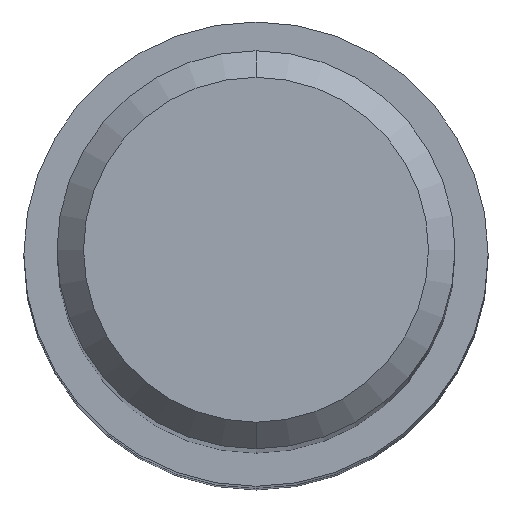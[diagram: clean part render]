
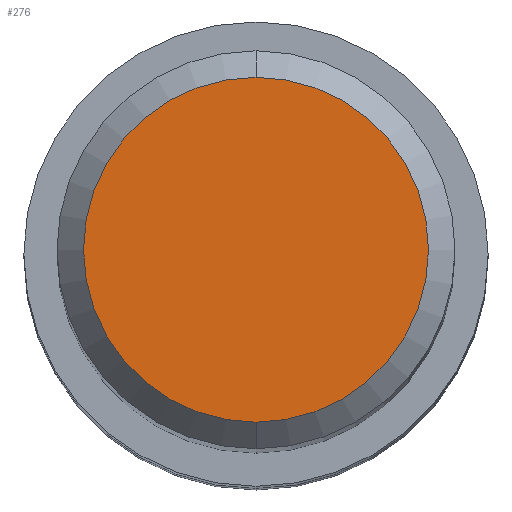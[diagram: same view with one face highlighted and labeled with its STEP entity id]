
A CAD part, top view. The second image highlights one B-rep face of the part: STEP entity #276.
In plain terms, the highlighted planar face has unit normal (0, 0, 1).
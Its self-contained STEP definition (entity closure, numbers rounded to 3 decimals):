
#276=ADVANCED_FACE('',(#582),#583,.T.);
#286=EDGE_CURVE('',#404,#328,#593,.T.);
#328=VERTEX_POINT('',#638);
#354=EDGE_CURVE('',#328,#404,#666,.T.);
#404=VERTEX_POINT('',#723);
#582=FACE_OUTER_BOUND('',#1071,.T.);
#583=PLANE('',#1072);
#593=CIRCLE('',#1087,2.6);
#638=CARTESIAN_POINT('',(0.0,2.6,0.0));
#666=CIRCLE('',#1233,2.6);
#723=CARTESIAN_POINT('',(0.,-2.6,0.0));
#1071=EDGE_LOOP('',(#1513,#1514));
#1072=AXIS2_PLACEMENT_3D('',#1515,#1516,#1517);
#1087=AXIS2_PLACEMENT_3D('',#1520,#1521,#1522);
#1233=AXIS2_PLACEMENT_3D('',#1600,#1601,#1602);
#1513=ORIENTED_EDGE('',*,*,#354,.F.);
#1514=ORIENTED_EDGE('',*,*,#286,.F.);
#1515=CARTESIAN_POINT('',(0.0,1.3,0.0));
#1516=DIRECTION('',(-0.0,0.0,1.0));
#1517=DIRECTION('',(0.0,-1.0,0.0));
#1520=CARTESIAN_POINT('',(0.0,0.0,0.0));
#1521=DIRECTION('',(0.0,0.0,-1.0));
#1522=DIRECTION('',(0.0,1.0,0.0));
#1600=CARTESIAN_POINT('',(0.0,0.0,0.0));
#1601=DIRECTION('',(0.0,0.0,-1.0));
#1602=DIRECTION('',(0.0,1.0,0.0));
